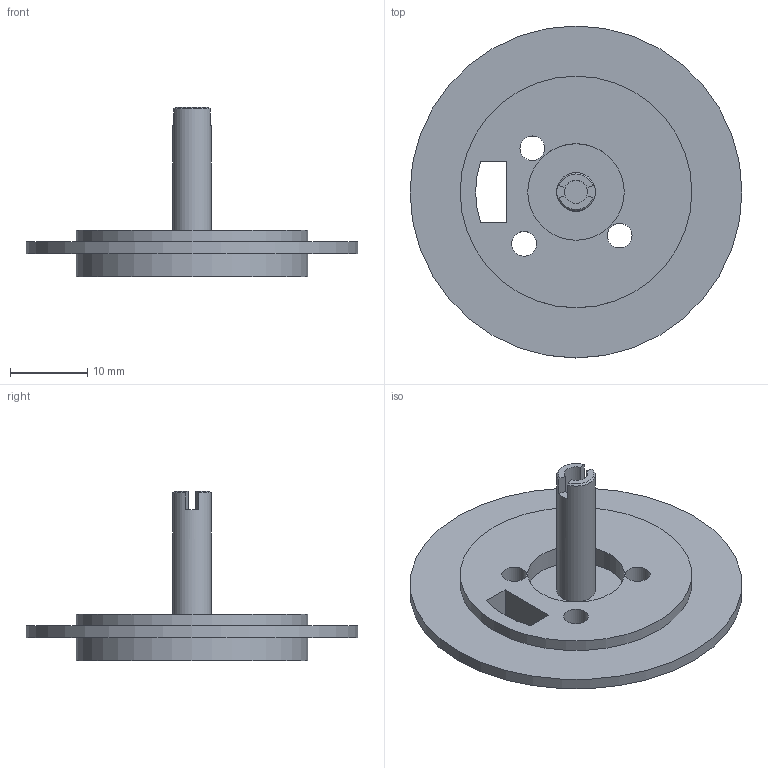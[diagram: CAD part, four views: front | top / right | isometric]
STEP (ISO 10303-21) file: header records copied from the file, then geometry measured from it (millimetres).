
FILE_DESCRIPTION(/* description */ (''),/* implementation_level */ '2;1');
FILE_NAME(/* name */ 'MountBaseGBM2804 v1.step',/* time_stamp */ '2026-01-04T15:24:44+01:00',/* author */ (''),/* organization */ (''),/* preprocessor_version */ 'ST-DEVELOPER v20.1',/* originating_system */ 'Autodesk Translation Framework v14.10.0.0',/* authorisation */ '');
FILE_SCHEMA (('AUTOMOTIVE_DESIGN { 1 0 10303 214 3 1 1 }'));
Length unit declared in the file: millimetre
Products named in the file (2): MountBaseGBM2804; MountBase
Assembly tree (1 placements, depth 2):
  MountBaseGBM2804
    MountBase
Bounding box: 43 x 43 x 21.95 mm (x, y, z)
Volume: 4772.4 mm3; surface area: 4398.1 mm2
Topology: 1 solids, 1 shells, 43 faces, 105 edges, 69 vertices
Faces by surface type: plane 29, cylinder 12, cone 2
Full cylindrical faces by diameter (mm): 3 x1, 3.2 x3, 5 x1, 12.5 x1, 30 x2, 43 x1
Entity records: 1345 total; most frequent: DIRECTION 231, CARTESIAN_POINT 220, ORIENTED_EDGE 210, EDGE_CURVE 105, AXIS2_PLACEMENT_3D 80, LINE 71, VECTOR 71, VERTEX_POINT 69
